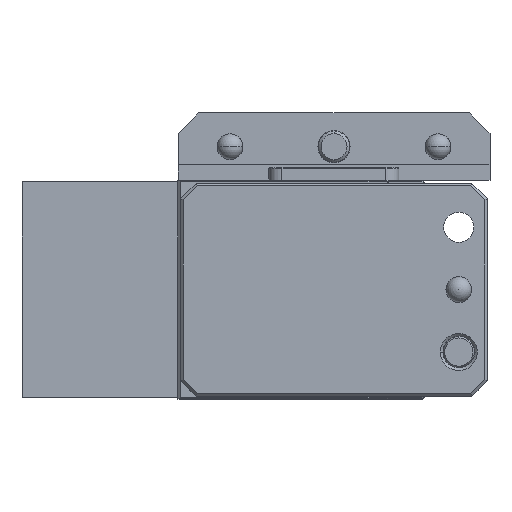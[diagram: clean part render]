
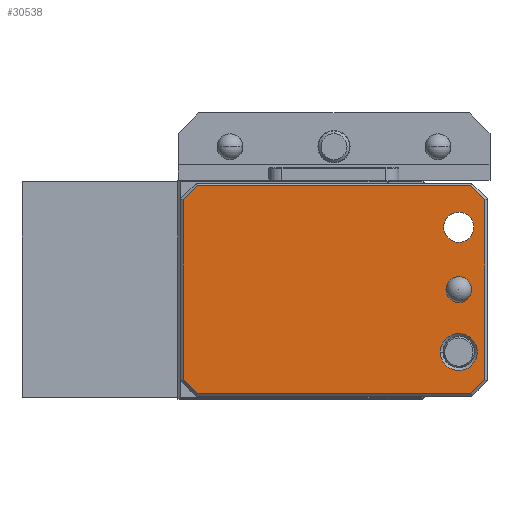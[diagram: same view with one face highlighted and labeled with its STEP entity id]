
A CAD part, top view. The second image highlights one B-rep face of the part: STEP entity #30538.
In plain terms, the highlighted face is planar.
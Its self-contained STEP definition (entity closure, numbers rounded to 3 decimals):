
#127 = EDGE_CURVE ( 'NONE', #34842, #34670, #20717, .T. ) ;
#530 = CARTESIAN_POINT ( 'NONE',  ( 53.5, 0., -5. ) ) ;
#629 = ORIENTED_EDGE ( 'NONE', *, *, #39351, .F. ) ;
#1138 = CARTESIAN_POINT ( 'NONE',  ( 55.793, -20., -5. ) ) ;
#1169 = DIRECTION ( 'NONE',  ( 0., 1., 0. ) ) ;
#1414 = CARTESIAN_POINT ( 'NONE',  ( 53.5, -12., -5. ) ) ;
#1925 = LINE ( 'NONE', #14479, #5791 ) ;
#2592 = CARTESIAN_POINT ( 'NONE',  ( 53.5, 0., -5. ) ) ;
#2708 = CARTESIAN_POINT ( 'NONE',  ( 3., -20., -5. ) ) ;
#2799 = FACE_OUTER_BOUND ( 'NONE', #9243, .T. ) ;
#3478 = DIRECTION ( 'NONE',  ( 0., 0., 1. ) ) ;
#4041 = ORIENTED_EDGE ( 'NONE', *, *, #29568, .T. ) ;
#4044 = EDGE_CURVE ( 'NONE', #34670, #25215, #39694, .T. ) ;
#4296 = CARTESIAN_POINT ( 'NONE',  ( 55.975, 0., -5. ) ) ;
#4475 = AXIS2_PLACEMENT_3D ( 'NONE', #8879, #20811, #40363 ) ;
#5210 = EDGE_CURVE ( 'NONE', #36272, #29565, #20027, .T. ) ;
#5415 = AXIS2_PLACEMENT_3D ( 'NONE', #2592, #25388, #24591 ) ;
#5565 = CARTESIAN_POINT ( 'NONE',  ( 0.5, -17.293, -5. ) ) ;
#5791 = VECTOR ( 'NONE', #26579, 1000. ) ;
#6213 = DIRECTION ( 'NONE',  ( 1., 0., 0. ) ) ;
#6693 = DIRECTION ( 'NONE',  ( 1., 0., 0. ) ) ;
#6716 = DIRECTION ( 'NONE',  ( -1., 0., 0. ) ) ;
#6989 = DIRECTION ( 'NONE',  ( 0., 0., 1. ) ) ;
#7311 = VECTOR ( 'NONE', #1169, 1000. ) ;
#7780 = EDGE_CURVE ( 'NONE', #15924, #35046, #36166, .T. ) ;
#8169 = CIRCLE ( 'NONE', #27839, 3.55 ) ;
#8522 = EDGE_CURVE ( 'NONE', #25215, #31321, #30884, .T. ) ;
#8780 = EDGE_CURVE ( 'NONE', #29565, #36272, #12524, .T. ) ;
#8879 = CARTESIAN_POINT ( 'NONE',  ( 53.5, 12., -5. ) ) ;
#8970 = CARTESIAN_POINT ( 'NONE',  ( 0., 0., -5. ) ) ;
#9243 = EDGE_LOOP ( 'NONE', ( #36889, #29673, #16859, #39506, #26378, #11092, #20832, #28698 ) ) ;
#9640 = CARTESIAN_POINT ( 'NONE',  ( 57.05, 12., -5. ) ) ;
#9910 = ORIENTED_EDGE ( 'NONE', *, *, #34141, .T. ) ;
#9964 = LINE ( 'NONE', #19412, #37919 ) ;
#10375 = VERTEX_POINT ( 'NONE', #34858 ) ;
#10569 = EDGE_LOOP ( 'NONE', ( #13862, #629 ) ) ;
#11092 = ORIENTED_EDGE ( 'NONE', *, *, #4044, .T. ) ;
#12524 = CIRCLE ( 'NONE', #26266, 2.9 ) ;
#13862 = ORIENTED_EDGE ( 'NONE', *, *, #20496, .F. ) ;
#14479 = CARTESIAN_POINT ( 'NONE',  ( 0.354, -17.146, -5. ) ) ;
#14782 = AXIS2_PLACEMENT_3D ( 'NONE', #1414, #6989, #28979 ) ;
#14967 = CARTESIAN_POINT ( 'NONE',  ( 55.646, -20.146, -5. ) ) ;
#15696 = ORIENTED_EDGE ( 'NONE', *, *, #5210, .T. ) ;
#15746 = DIRECTION ( 'NONE',  ( 0., 0., 1. ) ) ;
#15924 = VERTEX_POINT ( 'NONE', #5565 ) ;
#16052 = VECTOR ( 'NONE', #24028, 1000. ) ;
#16186 = EDGE_CURVE ( 'NONE', #35046, #40270, #9964, .T. ) ;
#16273 = CARTESIAN_POINT ( 'NONE',  ( 50.6, -12., -5. ) ) ;
#16815 = EDGE_LOOP ( 'NONE', ( #9910, #4041 ) ) ;
#16859 = ORIENTED_EDGE ( 'NONE', *, *, #33871, .T. ) ;
#18893 = LINE ( 'NONE', #34940, #25983 ) ;
#19028 = VERTEX_POINT ( 'NONE', #9640 ) ;
#19095 = EDGE_CURVE ( 'NONE', #36519, #34842, #18893, .T. ) ;
#19308 = CARTESIAN_POINT ( 'NONE',  ( 53.5, -12., -5. ) ) ;
#19412 = CARTESIAN_POINT ( 'NONE',  ( 3.354, 20.146, -5. ) ) ;
#19455 = DIRECTION ( 'NONE',  ( 0., 0., -1. ) ) ;
#19914 = VERTEX_POINT ( 'NONE', #4296 ) ;
#20027 = CIRCLE ( 'NONE', #14782, 2.9 ) ;
#20295 = CARTESIAN_POINT ( 'NONE',  ( 58.5, -17.293, -5. ) ) ;
#20496 = EDGE_CURVE ( 'NONE', #10375, #19914, #30582, .T. ) ;
#20717 = LINE ( 'NONE', #21539, #34773 ) ;
#20811 = DIRECTION ( 'NONE',  ( 0., 0., 1. ) ) ;
#20832 = ORIENTED_EDGE ( 'NONE', *, *, #8522, .T. ) ;
#21511 = FACE_BOUND ( 'NONE', #10569, .T. ) ;
#21539 = CARTESIAN_POINT ( 'NONE',  ( 58.5, -17.5, -5. ) ) ;
#22224 = CIRCLE ( 'NONE', #4475, 3.55 ) ;
#22434 = EDGE_CURVE ( 'NONE', #31321, #15924, #1925, .T. ) ;
#23065 = VERTEX_POINT ( 'NONE', #39973 ) ;
#23137 = CARTESIAN_POINT ( 'NONE',  ( 56., 20., -5. ) ) ;
#23193 = CARTESIAN_POINT ( 'NONE',  ( 0.5, 17.5, -5. ) ) ;
#23762 = VECTOR ( 'NONE', #27793, 1000. ) ;
#24028 = DIRECTION ( 'NONE',  ( -0.707, -0.707, 0. ) ) ;
#24298 = CARTESIAN_POINT ( 'NONE',  ( 55.793, 20., -5. ) ) ;
#24591 = DIRECTION ( 'NONE',  ( -1., 0., 0. ) ) ;
#24659 = AXIS2_PLACEMENT_3D ( 'NONE', #8970, #15746, #6693 ) ;
#24801 = VECTOR ( 'NONE', #38995, 1000. ) ;
#25215 = VERTEX_POINT ( 'NONE', #1138 ) ;
#25388 = DIRECTION ( 'NONE',  ( 0., 0., -1. ) ) ;
#25983 = VECTOR ( 'NONE', #26238, 1000. ) ;
#26049 = DIRECTION ( 'NONE',  ( 1., 0., 0. ) ) ;
#26238 = DIRECTION ( 'NONE',  ( 0.707, -0.707, 0. ) ) ;
#26266 = AXIS2_PLACEMENT_3D ( 'NONE', #19308, #3478, #26049 ) ;
#26378 = ORIENTED_EDGE ( 'NONE', *, *, #127, .T. ) ;
#26579 = DIRECTION ( 'NONE',  ( -0.707, 0.707, 0. ) ) ;
#26641 = CARTESIAN_POINT ( 'NONE',  ( 3.207, -20., -5. ) ) ;
#27588 = ORIENTED_EDGE ( 'NONE', *, *, #8780, .T. ) ;
#27728 = CIRCLE ( 'NONE', #5415, 2.475 ) ;
#27793 = DIRECTION ( 'NONE',  ( -1., 0., 0. ) ) ;
#27839 = AXIS2_PLACEMENT_3D ( 'NONE', #34385, #37491, #6213 ) ;
#28076 = FACE_BOUND ( 'NONE', #16815, .T. ) ;
#28289 = CARTESIAN_POINT ( 'NONE',  ( 3.207, 20., -5. ) ) ;
#28698 = ORIENTED_EDGE ( 'NONE', *, *, #22434, .T. ) ;
#28979 = DIRECTION ( 'NONE',  ( 1., 0., 0. ) ) ;
#29448 = EDGE_LOOP ( 'NONE', ( #15696, #27588 ) ) ;
#29565 = VERTEX_POINT ( 'NONE', #16273 ) ;
#29568 = EDGE_CURVE ( 'NONE', #19028, #23065, #8169, .T. ) ;
#29673 = ORIENTED_EDGE ( 'NONE', *, *, #16186, .T. ) ;
#30538 = ADVANCED_FACE ( 'NONE', ( #28076, #40249, #21511, #2799 ), #34869, .F. ) ;
#30582 = CIRCLE ( 'NONE', #31897, 2.475 ) ;
#30884 = LINE ( 'NONE', #2708, #23762 ) ;
#31321 = VERTEX_POINT ( 'NONE', #26641 ) ;
#31525 = CARTESIAN_POINT ( 'NONE',  ( 56.4, -12., -5. ) ) ;
#31679 = CARTESIAN_POINT ( 'NONE',  ( 0.5, 17.293, -5. ) ) ;
#31897 = AXIS2_PLACEMENT_3D ( 'NONE', #530, #19455, #6716 ) ;
#33871 = EDGE_CURVE ( 'NONE', #40270, #36519, #38781, .T. ) ;
#34081 = CARTESIAN_POINT ( 'NONE',  ( 58.5, 17.293, -5. ) ) ;
#34141 = EDGE_CURVE ( 'NONE', #23065, #19028, #22224, .T. ) ;
#34385 = CARTESIAN_POINT ( 'NONE',  ( 53.5, 12., -5. ) ) ;
#34654 = DIRECTION ( 'NONE',  ( 0.707, 0.707, 0. ) ) ;
#34670 = VERTEX_POINT ( 'NONE', #20295 ) ;
#34773 = VECTOR ( 'NONE', #36980, 1000. ) ;
#34842 = VERTEX_POINT ( 'NONE', #34081 ) ;
#34858 = CARTESIAN_POINT ( 'NONE',  ( 51.025, 0., -5. ) ) ;
#34869 = PLANE ( 'NONE',  #24659 ) ;
#34940 = CARTESIAN_POINT ( 'NONE',  ( 58.646, 17.146, -5. ) ) ;
#35046 = VERTEX_POINT ( 'NONE', #31679 ) ;
#36166 = LINE ( 'NONE', #23193, #7311 ) ;
#36272 = VERTEX_POINT ( 'NONE', #31525 ) ;
#36519 = VERTEX_POINT ( 'NONE', #24298 ) ;
#36889 = ORIENTED_EDGE ( 'NONE', *, *, #7780, .T. ) ;
#36980 = DIRECTION ( 'NONE',  ( 0., -1., 0. ) ) ;
#37491 = DIRECTION ( 'NONE',  ( 0., 0., 1. ) ) ;
#37919 = VECTOR ( 'NONE', #34654, 1000. ) ;
#38781 = LINE ( 'NONE', #23137, #24801 ) ;
#38995 = DIRECTION ( 'NONE',  ( 1., 0., 0. ) ) ;
#39351 = EDGE_CURVE ( 'NONE', #19914, #10375, #27728, .T. ) ;
#39506 = ORIENTED_EDGE ( 'NONE', *, *, #19095, .T. ) ;
#39694 = LINE ( 'NONE', #14967, #16052 ) ;
#39973 = CARTESIAN_POINT ( 'NONE',  ( 49.95, 12., -5. ) ) ;
#40249 = FACE_BOUND ( 'NONE', #29448, .T. ) ;
#40270 = VERTEX_POINT ( 'NONE', #28289 ) ;
#40363 = DIRECTION ( 'NONE',  ( 1., 0., 0. ) ) ;
